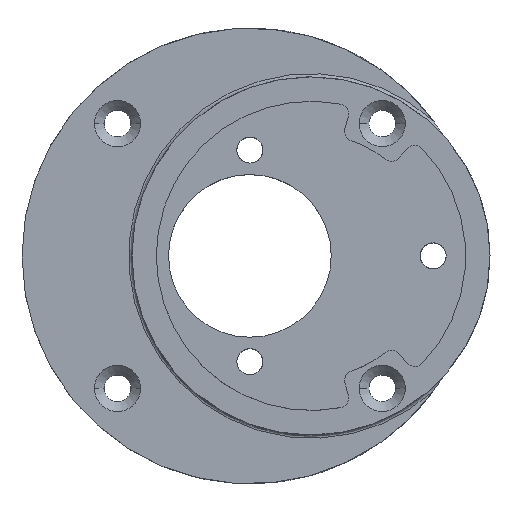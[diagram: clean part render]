
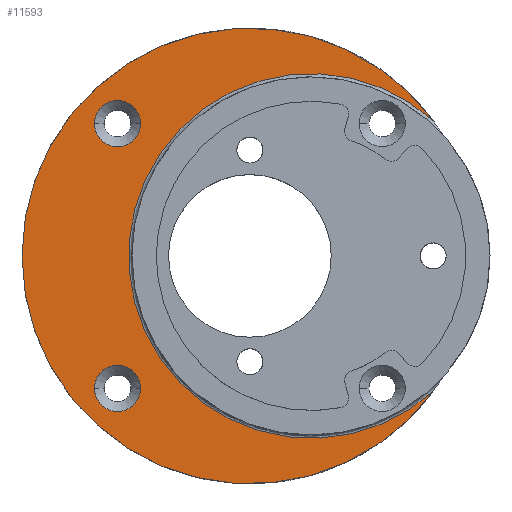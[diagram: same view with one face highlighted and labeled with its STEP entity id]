
A CAD part, top view. The second image highlights one B-rep face of the part: STEP entity #11593.
In plain terms, the highlighted planar face has unit normal (0, 0, 1).
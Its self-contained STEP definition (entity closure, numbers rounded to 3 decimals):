
#278 = DIRECTION ( 'NONE',  ( 0., 0., -1. ) ) ;
#407 = EDGE_LOOP ( 'NONE', ( #4096, #4281, #1714 ) ) ;
#712 = CIRCLE ( 'NONE', #2666, 7.1 ) ;
#785 = CARTESIAN_POINT ( 'NONE',  ( -40.659, -40.659, 6. ) ) ;
#866 = VERTEX_POINT ( 'NONE', #3726 ) ;
#1279 = DIRECTION ( 'NONE',  ( 0., 0., 1. ) ) ;
#1424 = DIRECTION ( 'NONE',  ( 1., 0., 0. ) ) ;
#1485 = CARTESIAN_POINT ( 'NONE',  ( -40.659, 40.659, 6. ) ) ;
#1714 = ORIENTED_EDGE ( 'NONE', *, *, #15069, .T. ) ;
#1738 = AXIS2_PLACEMENT_3D ( 'NONE', #15103, #15051, #12520 ) ;
#1889 = AXIS2_PLACEMENT_3D ( 'NONE', #785, #10421, #11654 ) ;
#2187 = CARTESIAN_POINT ( 'NONE',  ( 56.387, 41.479, 6. ) ) ;
#2206 = EDGE_LOOP ( 'NONE', ( #2263, #4797 ) ) ;
#2263 = ORIENTED_EDGE ( 'NONE', *, *, #15479, .T. ) ;
#2666 = AXIS2_PLACEMENT_3D ( 'NONE', #6377, #2842, #7591 ) ;
#2842 = DIRECTION ( 'NONE',  ( 0., 0., -1. ) ) ;
#2931 = CIRCLE ( 'NONE', #3110, 70. ) ;
#3110 = AXIS2_PLACEMENT_3D ( 'NONE', #3336, #4442, #6822 ) ;
#3336 = CARTESIAN_POINT ( 'NONE',  ( 0., 0., 6. ) ) ;
#3446 = DIRECTION ( 'NONE',  ( 0., 0., -1. ) ) ;
#3603 = FACE_BOUND ( 'NONE', #2206, .T. ) ;
#3726 = CARTESIAN_POINT ( 'NONE',  ( -47.759, 40.659, 6. ) ) ;
#4096 = ORIENTED_EDGE ( 'NONE', *, *, #12869, .T. ) ;
#4217 = EDGE_LOOP ( 'NONE', ( #12591, #15036 ) ) ;
#4281 = ORIENTED_EDGE ( 'NONE', *, *, #9157, .T. ) ;
#4442 = DIRECTION ( 'NONE',  ( 0., 0., 1. ) ) ;
#4797 = ORIENTED_EDGE ( 'NONE', *, *, #5646, .T. ) ;
#4832 = AXIS2_PLACEMENT_3D ( 'NONE', #1485, #11132, #14683 ) ;
#5180 = CARTESIAN_POINT ( 'NONE',  ( -40.659, -40.659, 6. ) ) ;
#5330 = VERTEX_POINT ( 'NONE', #2187 ) ;
#5385 = CIRCLE ( 'NONE', #1889, 7.1 ) ;
#5646 = EDGE_CURVE ( 'NONE', #866, #13960, #9166, .T. ) ;
#5697 = CARTESIAN_POINT ( 'NONE',  ( 56.387, -41.479, 6. ) ) ;
#5863 = DIRECTION ( 'NONE',  ( 1., 0., 0. ) ) ;
#6377 = CARTESIAN_POINT ( 'NONE',  ( -40.659, 40.659, 6. ) ) ;
#6822 = DIRECTION ( 'NONE',  ( 1., 0., 0. ) ) ;
#7513 = EDGE_CURVE ( 'NONE', #14487, #8827, #5385, .T. ) ;
#7591 = DIRECTION ( 'NONE',  ( 1., 0., 0. ) ) ;
#7990 = VERTEX_POINT ( 'NONE', #12410 ) ;
#8059 = EDGE_CURVE ( 'NONE', #8827, #14487, #12752, .T. ) ;
#8305 = FACE_BOUND ( 'NONE', #4217, .T. ) ;
#8552 = CARTESIAN_POINT ( 'NONE',  ( -47.759, -40.659, 6. ) ) ;
#8712 = DIRECTION ( 'NONE',  ( 1., 0., 0. ) ) ;
#8827 = VERTEX_POINT ( 'NONE', #8552 ) ;
#9157 = EDGE_CURVE ( 'NONE', #7990, #10293, #2931, .T. ) ;
#9166 = CIRCLE ( 'NONE', #4832, 7.1 ) ;
#9197 = CIRCLE ( 'NONE', #11349, 56. ) ;
#9909 = CARTESIAN_POINT ( 'NONE',  ( -33.559, -40.659, 6. ) ) ;
#10164 = CIRCLE ( 'NONE', #1738, 70. ) ;
#10293 = VERTEX_POINT ( 'NONE', #5697 ) ;
#10402 = CARTESIAN_POINT ( 'NONE',  ( -33.559, 40.659, 6. ) ) ;
#10421 = DIRECTION ( 'NONE',  ( 0., 0., -1. ) ) ;
#10901 = AXIS2_PLACEMENT_3D ( 'NONE', #5180, #278, #8712 ) ;
#11097 = AXIS2_PLACEMENT_3D ( 'NONE', #11824, #1279, #1424 ) ;
#11132 = DIRECTION ( 'NONE',  ( 0., 0., -1. ) ) ;
#11349 = AXIS2_PLACEMENT_3D ( 'NONE', #11983, #3446, #5863 ) ;
#11593 = ADVANCED_FACE ( 'NONE', ( #3603, #8305, #14367 ), #15539, .T. ) ;
#11654 = DIRECTION ( 'NONE',  ( 1., 0., 0. ) ) ;
#11824 = CARTESIAN_POINT ( 'NONE',  ( 0., 0., 6. ) ) ;
#11983 = CARTESIAN_POINT ( 'NONE',  ( 18.764, 0., 6. ) ) ;
#12410 = CARTESIAN_POINT ( 'NONE',  ( -70., 0., 6. ) ) ;
#12520 = DIRECTION ( 'NONE',  ( 1., 0., 0. ) ) ;
#12591 = ORIENTED_EDGE ( 'NONE', *, *, #7513, .T. ) ;
#12752 = CIRCLE ( 'NONE', #10901, 7.1 ) ;
#12869 = EDGE_CURVE ( 'NONE', #5330, #7990, #10164, .T. ) ;
#13960 = VERTEX_POINT ( 'NONE', #10402 ) ;
#14367 = FACE_OUTER_BOUND ( 'NONE', #407, .T. ) ;
#14487 = VERTEX_POINT ( 'NONE', #9909 ) ;
#14683 = DIRECTION ( 'NONE',  ( 1., 0., 0. ) ) ;
#15036 = ORIENTED_EDGE ( 'NONE', *, *, #8059, .T. ) ;
#15051 = DIRECTION ( 'NONE',  ( 0., 0., 1. ) ) ;
#15069 = EDGE_CURVE ( 'NONE', #10293, #5330, #9197, .T. ) ;
#15103 = CARTESIAN_POINT ( 'NONE',  ( 0., 0., 6. ) ) ;
#15479 = EDGE_CURVE ( 'NONE', #13960, #866, #712, .T. ) ;
#15539 = PLANE ( 'NONE',  #11097 ) ;
